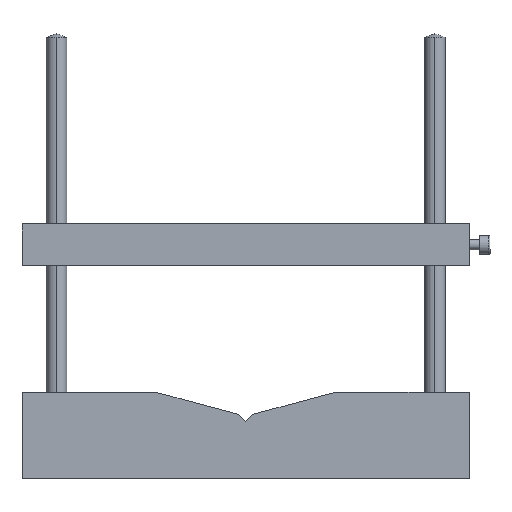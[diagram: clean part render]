
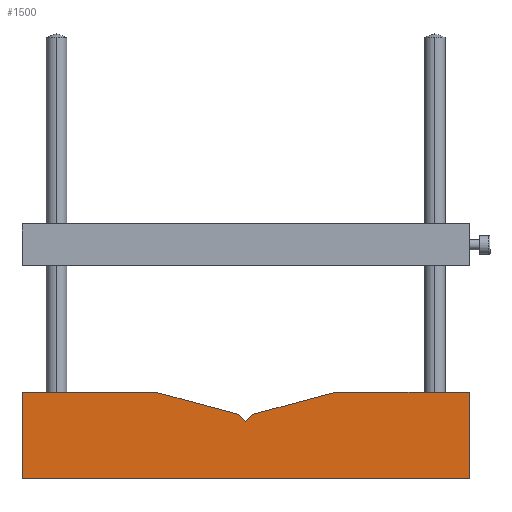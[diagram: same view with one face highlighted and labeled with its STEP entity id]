
A CAD part, top view. The second image highlights one B-rep face of the part: STEP entity #1500.
In plain terms, the highlighted planar face has unit normal (0, 0, 1).
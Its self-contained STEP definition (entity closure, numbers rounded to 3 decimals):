
#1 = VECTOR ( 'NONE', #1660, 1000. ) ;
#10 = DIRECTION ( 'NONE',  ( 1., 0., 0. ) ) ;
#28 = EDGE_CURVE ( 'NONE', #188, #3092, #740, .T. ) ;
#49 = PLANE ( 'NONE',  #1671 ) ;
#66 = CARTESIAN_POINT ( 'NONE',  ( -65., -12.5, 5. ) ) ;
#112 = CARTESIAN_POINT ( 'NONE',  ( 8.5, 12.5, 5. ) ) ;
#124 = ORIENTED_EDGE ( 'NONE', *, *, #960, .T. ) ;
#147 = DIRECTION ( 'NONE',  ( -0.966, 0.259, 0. ) ) ;
#167 = CARTESIAN_POINT ( 'NONE',  ( -2.049, 6.049, 5. ) ) ;
#188 = VERTEX_POINT ( 'NONE', #2285 ) ;
#191 = EDGE_CURVE ( 'NONE', #999, #586, #1255, .T. ) ;
#266 = DIRECTION ( 'NONE',  ( 1., 0., 0. ) ) ;
#439 = CARTESIAN_POINT ( 'NONE',  ( -65., -12.5, 5. ) ) ;
#514 = DIRECTION ( 'NONE',  ( 0., -1., 0. ) ) ;
#551 = VECTOR ( 'NONE', #1466, 1000. ) ;
#586 = VERTEX_POINT ( 'NONE', #3115 ) ;
#625 = VECTOR ( 'NONE', #10, 1000. ) ;
#672 = VECTOR ( 'NONE', #2233, 1000. ) ;
#727 = VERTEX_POINT ( 'NONE', #2711 ) ;
#740 = LINE ( 'NONE', #112, #551 ) ;
#825 = VECTOR ( 'NONE', #514, 1000. ) ;
#833 = LINE ( 'NONE', #66, #625 ) ;
#916 = ORIENTED_EDGE ( 'NONE', *, *, #3197, .T. ) ;
#927 = ORIENTED_EDGE ( 'NONE', *, *, #1762, .T. ) ;
#928 = CARTESIAN_POINT ( 'NONE',  ( -65., 12.5, 5. ) ) ;
#960 = EDGE_CURVE ( 'NONE', #727, #1163, #1027, .T. ) ;
#998 = VECTOR ( 'NONE', #3035, 1000. ) ;
#999 = VERTEX_POINT ( 'NONE', #1283 ) ;
#1027 = LINE ( 'NONE', #1246, #825 ) ;
#1082 = VECTOR ( 'NONE', #2583, 1000. ) ;
#1163 = VERTEX_POINT ( 'NONE', #439 ) ;
#1212 = CARTESIAN_POINT ( 'NONE',  ( 0., 5.5, 5. ) ) ;
#1246 = CARTESIAN_POINT ( 'NONE',  ( -65., 12.5, 5. ) ) ;
#1255 = LINE ( 'NONE', #1538, #1082 ) ;
#1283 = CARTESIAN_POINT ( 'NONE',  ( 65., 12.5, 5. ) ) ;
#1285 = DIRECTION ( 'NONE',  ( 0., 0., 1. ) ) ;
#1383 = LINE ( 'NONE', #2134, #1 ) ;
#1443 = CARTESIAN_POINT ( 'NONE',  ( 65., -12.5, 5. ) ) ;
#1466 = DIRECTION ( 'NONE',  ( -0.707, -0.707, 0. ) ) ;
#1491 = ORIENTED_EDGE ( 'NONE', *, *, #1931, .T. ) ;
#1500 = ADVANCED_FACE ( 'NONE', ( #1574 ), #49, .T. ) ;
#1538 = CARTESIAN_POINT ( 'NONE',  ( -65., 12.5, 5. ) ) ;
#1561 = LINE ( 'NONE', #2892, #1732 ) ;
#1574 = FACE_OUTER_BOUND ( 'NONE', #2420, .T. ) ;
#1660 = DIRECTION ( 'NONE',  ( -0.707, 0.707, 0. ) ) ;
#1671 = AXIS2_PLACEMENT_3D ( 'NONE', #2594, #1285, #266 ) ;
#1732 = VECTOR ( 'NONE', #2131, 1000. ) ;
#1762 = EDGE_CURVE ( 'NONE', #3000, #999, #1561, .T. ) ;
#1808 = LINE ( 'NONE', #2550, #998 ) ;
#1839 = ORIENTED_EDGE ( 'NONE', *, *, #3129, .T. ) ;
#1931 = EDGE_CURVE ( 'NONE', #3265, #2513, #2484, .T. ) ;
#2131 = DIRECTION ( 'NONE',  ( 0., 1., 0. ) ) ;
#2134 = CARTESIAN_POINT ( 'NONE',  ( 0., 4., 5. ) ) ;
#2204 = EDGE_CURVE ( 'NONE', #2513, #727, #2467, .T. ) ;
#2233 = DIRECTION ( 'NONE',  ( -1., 0., 0. ) ) ;
#2285 = CARTESIAN_POINT ( 'NONE',  ( 2.049, 6.049, 5. ) ) ;
#2328 = CARTESIAN_POINT ( 'NONE',  ( 0., 4., 5. ) ) ;
#2420 = EDGE_LOOP ( 'NONE', ( #1491, #2656, #124, #2621, #927, #3244, #1839, #3149, #916 ) ) ;
#2437 = CARTESIAN_POINT ( 'NONE',  ( -26.124, 12.5, 5. ) ) ;
#2467 = LINE ( 'NONE', #928, #672 ) ;
#2484 = LINE ( 'NONE', #1212, #2539 ) ;
#2513 = VERTEX_POINT ( 'NONE', #2437 ) ;
#2539 = VECTOR ( 'NONE', #147, 1000. ) ;
#2550 = CARTESIAN_POINT ( 'NONE',  ( 26.124, 12.5, 5. ) ) ;
#2583 = DIRECTION ( 'NONE',  ( -1., 0., 0. ) ) ;
#2594 = CARTESIAN_POINT ( 'NONE',  ( 0., 0., 5. ) ) ;
#2621 = ORIENTED_EDGE ( 'NONE', *, *, #2659, .T. ) ;
#2656 = ORIENTED_EDGE ( 'NONE', *, *, #2204, .T. ) ;
#2659 = EDGE_CURVE ( 'NONE', #1163, #3000, #833, .T. ) ;
#2711 = CARTESIAN_POINT ( 'NONE',  ( -65., 12.5, 5. ) ) ;
#2892 = CARTESIAN_POINT ( 'NONE',  ( 65., 12.5, 5. ) ) ;
#3000 = VERTEX_POINT ( 'NONE', #1443 ) ;
#3035 = DIRECTION ( 'NONE',  ( -0.966, -0.259, 0. ) ) ;
#3092 = VERTEX_POINT ( 'NONE', #2328 ) ;
#3115 = CARTESIAN_POINT ( 'NONE',  ( 26.124, 12.5, 5. ) ) ;
#3129 = EDGE_CURVE ( 'NONE', #586, #188, #1808, .T. ) ;
#3149 = ORIENTED_EDGE ( 'NONE', *, *, #28, .T. ) ;
#3197 = EDGE_CURVE ( 'NONE', #3092, #3265, #1383, .T. ) ;
#3244 = ORIENTED_EDGE ( 'NONE', *, *, #191, .T. ) ;
#3265 = VERTEX_POINT ( 'NONE', #167 ) ;
